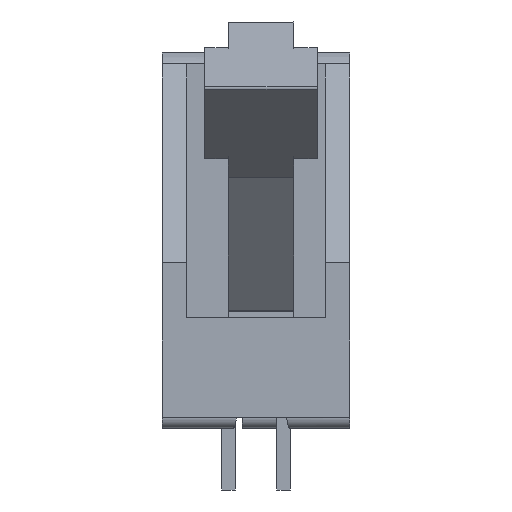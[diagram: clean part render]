
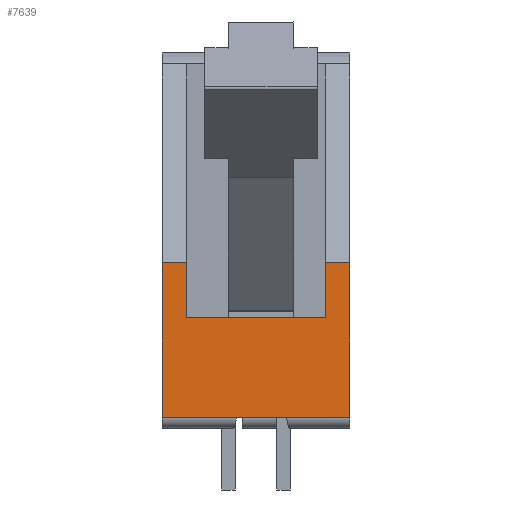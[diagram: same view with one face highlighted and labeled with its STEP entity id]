
A CAD part, left-side view. The second image highlights one B-rep face of the part: STEP entity #7639.
In plain terms, the highlighted planar face has unit normal (-1, 0, 0).
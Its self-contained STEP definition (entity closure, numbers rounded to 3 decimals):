
#190=FACE_OUTER_BOUND($,#691,.T.);
#691=EDGE_LOOP($,(#5139,#5140,#5141,#5142,#5143,#5144,#5145,#5146));
#2709=B_SPLINE_CURVE_WITH_KNOTS($,1,(#10688,#10689),.UNSPECIFIED.,.F.,.F.,
(2,2),(0.,1.),.UNSPECIFIED.);
#2781=B_SPLINE_CURVE_WITH_KNOTS($,1,(#11734,#11735),.UNSPECIFIED.,.F.,.F.,
(2,2),(0.,1.),.UNSPECIFIED.);
#2873=B_SPLINE_CURVE_WITH_KNOTS($,1,(#12152,#12153),.UNSPECIFIED.,.F.,.F.,
(2,2),(0.,1.),.UNSPECIFIED.);
#2874=B_SPLINE_CURVE_WITH_KNOTS($,1,(#12156,#12157),.UNSPECIFIED.,.F.,.F.,
(2,2),(0.,1.),.UNSPECIFIED.);
#2875=B_SPLINE_CURVE_WITH_KNOTS($,1,(#12159,#12160),.UNSPECIFIED.,.F.,.F.,
(2,2),(0.,1.),.UNSPECIFIED.);
#2876=B_SPLINE_CURVE_WITH_KNOTS($,1,(#12162,#12163),.UNSPECIFIED.,.F.,.F.,
(2,2),(0.,1.),.UNSPECIFIED.);
#2877=B_SPLINE_CURVE_WITH_KNOTS($,1,(#12164,#12165),.UNSPECIFIED.,.F.,.F.,
(2,2),(0.,1.),.UNSPECIFIED.);
#2878=B_SPLINE_CURVE_WITH_KNOTS($,1,(#12166,#12167),.UNSPECIFIED.,.F.,.F.,
(2,2),(0.,1.),.UNSPECIFIED.);
#3043=VERTEX_POINT($,#10684);
#3044=VERTEX_POINT($,#10687);
#3115=VERTEX_POINT($,#11730);
#3116=VERTEX_POINT($,#11733);
#3181=VERTEX_POINT($,#12149);
#3182=VERTEX_POINT($,#12155);
#3183=VERTEX_POINT($,#12158);
#3184=VERTEX_POINT($,#12161);
#3797=EDGE_CURVE($,#3043,#3044,#2709,.T.);
#3871=EDGE_CURVE($,#3116,#3115,#2781,.T.);
#3963=EDGE_CURVE($,#3043,#3181,#2873,.T.);
#3964=EDGE_CURVE($,#3181,#3182,#2874,.T.);
#3965=EDGE_CURVE($,#3182,#3183,#2875,.T.);
#3966=EDGE_CURVE($,#3183,#3184,#2876,.T.);
#3967=EDGE_CURVE($,#3184,#3116,#2877,.T.);
#3968=EDGE_CURVE($,#3044,#3115,#2878,.T.);
#5139=ORIENTED_EDGE($,*,*,#3963,.T.);
#5140=ORIENTED_EDGE($,*,*,#3964,.T.);
#5141=ORIENTED_EDGE($,*,*,#3965,.T.);
#5142=ORIENTED_EDGE($,*,*,#3966,.T.);
#5143=ORIENTED_EDGE($,*,*,#3967,.T.);
#5144=ORIENTED_EDGE($,*,*,#3871,.T.);
#5145=ORIENTED_EDGE($,*,*,#3968,.F.);
#5146=ORIENTED_EDGE($,*,*,#3797,.F.);
#7176=PLANE($,#8247);
#7639=ADVANCED_FACE($,(#190),#7176,.T.);
#8247=AXIS2_PLACEMENT_3D($,#12154,#8807,#8808);
#8807=DIRECTION('center_axis',(-1.,0.,0.));
#8808=DIRECTION('ref_axis',(0.,0.,1.));
#10684=CARTESIAN_POINT('',(-26.162,-4.318,7.62));
#10687=CARTESIAN_POINT('',(-26.162,-4.318,0.508));
#10688=CARTESIAN_POINT('Ctrl Pts',(-26.162,-4.318,7.62));
#10689=CARTESIAN_POINT('Ctrl Pts',(-26.162,-4.318,0.508));
#11730=CARTESIAN_POINT('',(-26.162,4.318,0.508));
#11733=CARTESIAN_POINT('',(-26.162,4.318,7.62));
#11734=CARTESIAN_POINT('Ctrl Pts',(-26.162,4.318,7.62));
#11735=CARTESIAN_POINT('Ctrl Pts',(-26.162,4.318,0.508));
#12149=CARTESIAN_POINT('',(-26.162,-3.175,7.62));
#12152=CARTESIAN_POINT('Ctrl Pts',(-26.162,-4.318,7.62));
#12153=CARTESIAN_POINT('Ctrl Pts',(-26.162,-3.175,7.62));
#12154=CARTESIAN_POINT('Origin',(-26.162,4.491,7.762));
#12155=CARTESIAN_POINT('',(-26.162,-3.175,5.08));
#12156=CARTESIAN_POINT('Ctrl Pts',(-26.162,-3.175,7.62));
#12157=CARTESIAN_POINT('Ctrl Pts',(-26.162,-3.175,5.08));
#12158=CARTESIAN_POINT('',(-26.162,3.175,5.08));
#12159=CARTESIAN_POINT('Ctrl Pts',(-26.162,-3.175,5.08));
#12160=CARTESIAN_POINT('Ctrl Pts',(-26.162,3.175,5.08));
#12161=CARTESIAN_POINT('',(-26.162,3.175,7.62));
#12162=CARTESIAN_POINT('Ctrl Pts',(-26.162,3.175,5.08));
#12163=CARTESIAN_POINT('Ctrl Pts',(-26.162,3.175,7.62));
#12164=CARTESIAN_POINT('Ctrl Pts',(-26.162,3.175,7.62));
#12165=CARTESIAN_POINT('Ctrl Pts',(-26.162,4.318,7.62));
#12166=CARTESIAN_POINT('Ctrl Pts',(-26.162,-4.318,0.508));
#12167=CARTESIAN_POINT('Ctrl Pts',(-26.162,4.318,0.508));
